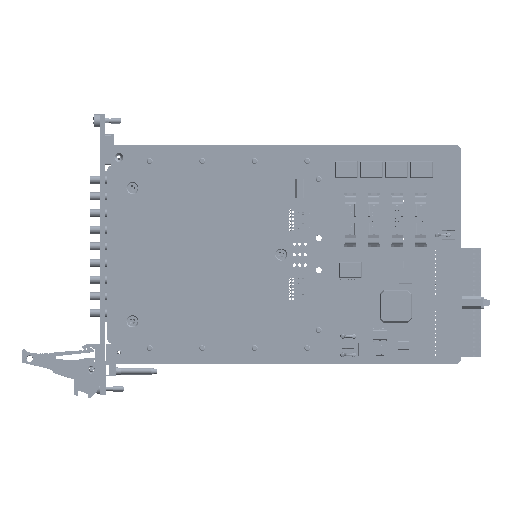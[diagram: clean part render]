
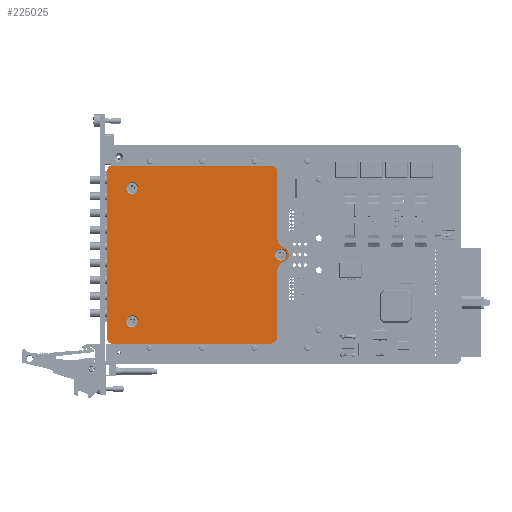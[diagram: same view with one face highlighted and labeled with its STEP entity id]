
A CAD part, top view. The second image highlights one B-rep face of the part: STEP entity #225025.
In plain terms, the highlighted planar face has unit normal (0, 0, 1).
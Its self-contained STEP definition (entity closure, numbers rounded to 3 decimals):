
#5421 = LINE ( 'NONE', #43587, #5424 ) ;
#5424 = VECTOR ( 'NONE', #43598, 1000. ) ;
#33275 = VERTEX_POINT ( 'NONE', #59033 ) ;
#33287 = VERTEX_POINT ( 'NONE', #59062 ) ;
#33344 = VERTEX_POINT ( 'NONE', #59318 ) ;
#33362 = VERTEX_POINT ( 'NONE', #59452 ) ;
#33367 = VERTEX_POINT ( 'NONE', #59462 ) ;
#33393 = VERTEX_POINT ( 'NONE', #59576 ) ;
#33407 = VERTEX_POINT ( 'NONE', #59632 ) ;
#33421 = VERTEX_POINT ( 'NONE', #59673 ) ;
#33541 = VERTEX_POINT ( 'NONE', #60150 ) ;
#33546 = VERTEX_POINT ( 'NONE', #60163 ) ;
#33555 = VERTEX_POINT ( 'NONE', #60191 ) ;
#33983 = VERTEX_POINT ( 'NONE', #36295 ) ;
#36295 = CARTESIAN_POINT ( 'NONE',  ( -80.321, 87.652, 56.638 ) ) ;
#43587 = CARTESIAN_POINT ( 'NONE',  ( -2.67, 41.063, 56.638 ) ) ;
#43598 = DIRECTION ( 'NONE',  ( 0., -1., 0. ) ) ;
#44682 = EDGE_LOOP ( 'NONE', ( #149499, #149501, #149503, #149505, #149507, #149509, #149511, #149513, #149515, #149517, #149519, #149521 ) ) ;
#59033 = CARTESIAN_POINT ( 'NONE',  ( 0.471, 52.202, 56.638 ) ) ;
#59062 = CARTESIAN_POINT ( 'NONE',  ( -78.321, 89.652, 56.638 ) ) ;
#59318 = CARTESIAN_POINT ( 'NONE',  ( -5.67, 89.652, 56.638 ) ) ;
#59452 = CARTESIAN_POINT ( 'NONE',  ( -2.67, 41.063, 56.638 ) ) ;
#59462 = CARTESIAN_POINT ( 'NONE',  ( 0.471, 45.704, 56.638 ) ) ;
#59576 = CARTESIAN_POINT ( 'NONE',  ( -2.67, 56.843, 56.638 ) ) ;
#59632 = CARTESIAN_POINT ( 'NONE',  ( -2.67, 86.652, 56.638 ) ) ;
#59673 = CARTESIAN_POINT ( 'NONE',  ( -78.321, 8.252, 56.638 ) ) ;
#60150 = CARTESIAN_POINT ( 'NONE',  ( -2.67, 11.252, 56.638 ) ) ;
#60163 = CARTESIAN_POINT ( 'NONE',  ( -5.67, 8.252, 56.638 ) ) ;
#60191 = CARTESIAN_POINT ( 'NONE',  ( -80.321, 10.252, 56.638 ) ) ;
#65069 = EDGE_CURVE ( 'NONE', #33546, #33541, #155049, .T. ) ;
#65112 = EDGE_CURVE ( 'NONE', #33287, #33983, #155194, .T. ) ;
#67582 = EDGE_CURVE ( 'NONE', #33362, #33541, #5421, .T. ) ;
#72181 = EDGE_LOOP ( 'NONE', ( #149497 ) ) ;
#101922 = AXIS2_PLACEMENT_3D ( 'NONE', #142043, #142046, #142048 ) ;
#142021 = PLANE ( 'NONE',  #101922 ) ;
#142043 = CARTESIAN_POINT ( 'NONE',  ( -78.321, 87.652, 56.638 ) ) ;
#142046 = DIRECTION ( 'NONE',  ( 0., 0., -1. ) ) ;
#142048 = DIRECTION ( 'NONE',  ( -1., 0., 0. ) ) ;
#143265 = FACE_BOUND ( 'NONE', #189904, .T. ) ;
#143267 = FACE_BOUND ( 'NONE', #143634, .T. ) ;
#143269 = FACE_OUTER_BOUND ( 'NONE', #44682, .T. ) ;
#143270 = FACE_BOUND ( 'NONE', #72181, .T. ) ;
#143634 = EDGE_LOOP ( 'NONE', ( #149495 ) ) ;
#146645 = CARTESIAN_POINT ( 'NONE',  ( 12.379, 89.653, 56.638 ) ) ;
#146650 = DIRECTION ( 'NONE',  ( -1., 0., 0. ) ) ;
#146668 = CARTESIAN_POINT ( 'NONE',  ( -2.67, 89.652, 56.638 ) ) ;
#146673 = DIRECTION ( 'NONE',  ( 0., -1., 0. ) ) ;
#146756 = CARTESIAN_POINT ( 'NONE',  ( -0.831, 48.953, 56.638 ) ) ;
#146759 = DIRECTION ( 'NONE',  ( 0., 0., -1. ) ) ;
#146762 = DIRECTION ( 'NONE',  ( 1., 0., 0. ) ) ;
#146809 = CARTESIAN_POINT ( 'NONE',  ( 2.33, 56.843, 56.638 ) ) ;
#146812 = DIRECTION ( 'NONE',  ( 0., 0., 1. ) ) ;
#146816 = DIRECTION ( 'NONE',  ( -1., 0., 0. ) ) ;
#146921 = CARTESIAN_POINT ( 'NONE',  ( -78.321, 10.252, 56.638 ) ) ;
#146924 = DIRECTION ( 'NONE',  ( 0., 0., 1. ) ) ;
#146927 = DIRECTION ( 'NONE',  ( 1., 0., 0. ) ) ;
#147114 = CARTESIAN_POINT ( 'NONE',  ( 2.33, 41.063, 56.638 ) ) ;
#147118 = DIRECTION ( 'NONE',  ( 0., 0., 1. ) ) ;
#147121 = DIRECTION ( 'NONE',  ( 1., 0., 0. ) ) ;
#149493 = ORIENTED_EDGE ( 'NONE', *, *, #230713, .F. ) ;
#149495 = ORIENTED_EDGE ( 'NONE', *, *, #230791, .F. ) ;
#149497 = ORIENTED_EDGE ( 'NONE', *, *, #230648, .F. ) ;
#149499 = ORIENTED_EDGE ( 'NONE', *, *, #230749, .T. ) ;
#149501 = ORIENTED_EDGE ( 'NONE', *, *, #65069, .T. ) ;
#149503 = ORIENTED_EDGE ( 'NONE', *, *, #67582, .F. ) ;
#149505 = ORIENTED_EDGE ( 'NONE', *, *, #228726, .F. ) ;
#149507 = ORIENTED_EDGE ( 'NONE', *, *, #228569, .F. ) ;
#149509 = ORIENTED_EDGE ( 'NONE', *, *, #228600, .F. ) ;
#149511 = ORIENTED_EDGE ( 'NONE', *, *, #228540, .F. ) ;
#149513 = ORIENTED_EDGE ( 'NONE', *, *, #230819, .T. ) ;
#149515 = ORIENTED_EDGE ( 'NONE', *, *, #228517, .T. ) ;
#149517 = ORIENTED_EDGE ( 'NONE', *, *, #65112, .T. ) ;
#149519 = ORIENTED_EDGE ( 'NONE', *, *, #230641, .T. ) ;
#149521 = ORIENTED_EDGE ( 'NONE', *, *, #228642, .T. ) ;
#155049 = CIRCLE ( 'NONE', #213846, 3. ) ;
#155194 = CIRCLE ( 'NONE', #213855, 2. ) ;
#167817 = AXIS2_PLACEMENT_3D ( 'NONE', #146756, #146759, #146762 ) ;
#167818 = AXIS2_PLACEMENT_3D ( 'NONE', #146809, #146812, #146816 ) ;
#167822 = AXIS2_PLACEMENT_3D ( 'NONE', #146921, #146924, #146927 ) ;
#167830 = AXIS2_PLACEMENT_3D ( 'NONE', #147114, #147118, #147121 ) ;
#167936 = AXIS2_PLACEMENT_3D ( 'NONE', #191235, #191236, #191237 ) ;
#167941 = AXIS2_PLACEMENT_3D ( 'NONE', #191292, #191295, #191296 ) ;
#167945 = AXIS2_PLACEMENT_3D ( 'NONE', #191366, #191367, #191369 ) ;
#167947 = AXIS2_PLACEMENT_3D ( 'NONE', #191392, #191394, #191396 ) ;
#173705 = CARTESIAN_POINT ( 'NONE',  ( 1.919, 48.953, 56.638 ) ) ;
#173707 = CARTESIAN_POINT ( 'NONE',  ( -66.076, 18.471, 56.638 ) ) ;
#173710 = CARTESIAN_POINT ( 'NONE',  ( -66.076, 79.39, 56.638 ) ) ;
#177086 = VERTEX_POINT ( 'NONE', #173705 ) ;
#177088 = VERTEX_POINT ( 'NONE', #173707 ) ;
#177092 = VERTEX_POINT ( 'NONE', #173710 ) ;
#181675 = CARTESIAN_POINT ( 'NONE',  ( -5.67, 11.252, 56.638 ) ) ;
#181678 = DIRECTION ( 'NONE',  ( 0., 0., 1. ) ) ;
#181681 = DIRECTION ( 'NONE',  ( -1., 0., 0. ) ) ;
#181839 = CARTESIAN_POINT ( 'NONE',  ( -78.321, 87.652, 56.638 ) ) ;
#181843 = DIRECTION ( 'NONE',  ( 0., 0., 1. ) ) ;
#181847 = DIRECTION ( 'NONE',  ( -1., 0., 0. ) ) ;
#189904 = EDGE_LOOP ( 'NONE', ( #149493 ) ) ;
#191210 = CARTESIAN_POINT ( 'NONE',  ( -80.321, 87.652, 56.638 ) ) ;
#191227 = DIRECTION ( 'NONE',  ( 0., -1., 0. ) ) ;
#191235 = CARTESIAN_POINT ( 'NONE',  ( -0.831, 48.953, 56.638 ) ) ;
#191236 = DIRECTION ( 'NONE',  ( 0., 0., 1. ) ) ;
#191237 = DIRECTION ( 'NONE',  ( 1., 0., 0. ) ) ;
#191292 = CARTESIAN_POINT ( 'NONE',  ( -68.826, 18.471, 56.638 ) ) ;
#191295 = DIRECTION ( 'NONE',  ( 0., 0., 1. ) ) ;
#191296 = DIRECTION ( 'NONE',  ( 1., 0., 0. ) ) ;
#191312 = DIRECTION ( 'NONE',  ( 1., 0., 0. ) ) ;
#191323 = CARTESIAN_POINT ( 'NONE',  ( -78.321, 8.252, 56.638 ) ) ;
#191366 = CARTESIAN_POINT ( 'NONE',  ( -68.826, 79.39, 56.638 ) ) ;
#191367 = DIRECTION ( 'NONE',  ( 0., 0., 1. ) ) ;
#191369 = DIRECTION ( 'NONE',  ( 1., 0., 0. ) ) ;
#191392 = CARTESIAN_POINT ( 'NONE',  ( -5.67, 86.652, 56.638 ) ) ;
#191394 = DIRECTION ( 'NONE',  ( 0., 0., 1. ) ) ;
#191396 = DIRECTION ( 'NONE',  ( -1., 0., 0. ) ) ;
#213846 = AXIS2_PLACEMENT_3D ( 'NONE', #181675, #181678, #181681 ) ;
#213855 = AXIS2_PLACEMENT_3D ( 'NONE', #181839, #181843, #181847 ) ;
#223301 = LINE ( 'NONE', #146645, #223310 ) ;
#223310 = VECTOR ( 'NONE', #146650, 1000. ) ;
#223318 = LINE ( 'NONE', #146668, #223326 ) ;
#223326 = VECTOR ( 'NONE', #146673, 1000. ) ;
#223349 = CIRCLE ( 'NONE', #167817, 3.5 ) ;
#223380 = CIRCLE ( 'NONE', #167818, 5. ) ;
#223417 = CIRCLE ( 'NONE', #167822, 2. ) ;
#223482 = CIRCLE ( 'NONE', #167830, 5. ) ;
#225025 = ADVANCED_FACE ( 'NONE', ( #143265, #143267, #143270, #143269 ), #142021, .F. ) ;
#225275 = VECTOR ( 'NONE', #191227, 1000. ) ;
#225283 = CIRCLE ( 'NONE', #167936, 2.75 ) ;
#225291 = LINE ( 'NONE', #191210, #225275 ) ;
#225348 = CIRCLE ( 'NONE', #167941, 2.75 ) ;
#225383 = LINE ( 'NONE', #191323, #225398 ) ;
#225398 = VECTOR ( 'NONE', #191312, 1000. ) ;
#225430 = CIRCLE ( 'NONE', #167945, 2.75 ) ;
#225435 = CIRCLE ( 'NONE', #167947, 3. ) ;
#228517 = EDGE_CURVE ( 'NONE', #33344, #33287, #223301, .T. ) ;
#228540 = EDGE_CURVE ( 'NONE', #33407, #33393, #223318, .T. ) ;
#228569 = EDGE_CURVE ( 'NONE', #33275, #33367, #223349, .T. ) ;
#228600 = EDGE_CURVE ( 'NONE', #33393, #33275, #223380, .T. ) ;
#228642 = EDGE_CURVE ( 'NONE', #33555, #33421, #223417, .T. ) ;
#228726 = EDGE_CURVE ( 'NONE', #33367, #33362, #223482, .T. ) ;
#230641 = EDGE_CURVE ( 'NONE', #33983, #33555, #225291, .T. ) ;
#230648 = EDGE_CURVE ( 'NONE', #177086, #177086, #225283, .T. ) ;
#230713 = EDGE_CURVE ( 'NONE', #177088, #177088, #225348, .T. ) ;
#230749 = EDGE_CURVE ( 'NONE', #33421, #33546, #225383, .T. ) ;
#230791 = EDGE_CURVE ( 'NONE', #177092, #177092, #225430, .T. ) ;
#230819 = EDGE_CURVE ( 'NONE', #33407, #33344, #225435, .T. ) ;
